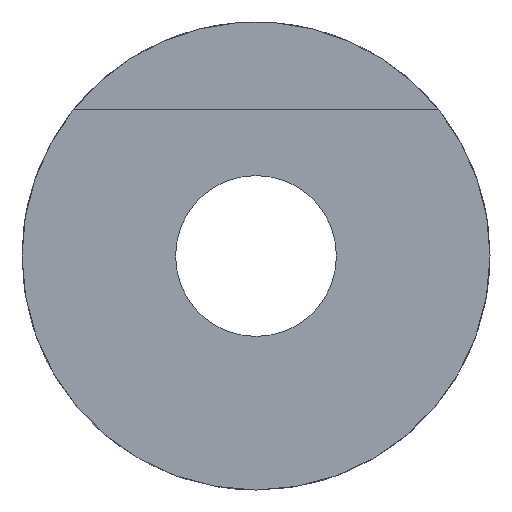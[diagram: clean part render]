
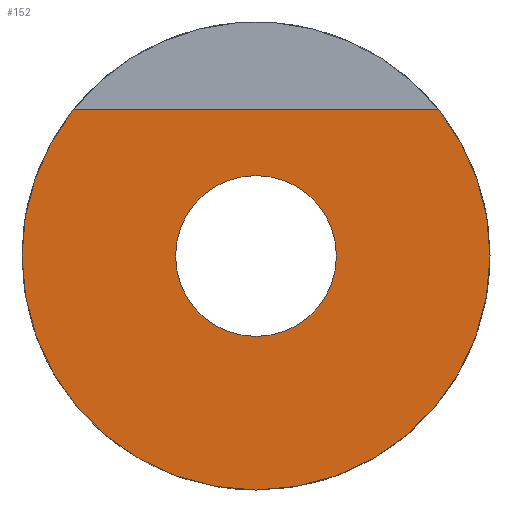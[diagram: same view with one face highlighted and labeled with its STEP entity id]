
A CAD part, left-side view. The second image highlights one B-rep face of the part: STEP entity #152.
In plain terms, the highlighted planar face has unit normal (-1, 0, 0).
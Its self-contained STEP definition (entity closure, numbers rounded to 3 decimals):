
#70=CARTESIAN_POINT('Vertex',(0.,5.5,0.)) ;
#73=CARTESIAN_POINT('Axis2P3D Location',(0.,0.,0.)) ;
#77=CARTESIAN_POINT('Vertex',(0.,-5.5,0.)) ;
#97=CARTESIAN_POINT('Axis2P3D Location',(0.,0.,0.)) ;
#109=CARTESIAN_POINT('Axis2P3D Location',(0.,0.,0.)) ;
#114=CARTESIAN_POINT('Line Origine',(0.,0.,10.)) ;
#118=CARTESIAN_POINT('Vertex',(0.,12.49,10.)) ;
#120=CARTESIAN_POINT('Vertex',(0.,-12.49,10.)) ;
#123=CARTESIAN_POINT('Axis2P3D Location',(0.,0.,0.)) ;
#127=CARTESIAN_POINT('Vertex',(0.,16.,0.)) ;
#130=CARTESIAN_POINT('Axis2P3D Location',(0.,0.,0.)) ;
#134=CARTESIAN_POINT('Vertex',(0.,-16.,0.)) ;
#137=CARTESIAN_POINT('Axis2P3D Location',(0.,0.,0.)) ;
#74=DIRECTION('Axis2P3D Direction',(-1.,0.,0.)) ;
#98=DIRECTION('Axis2P3D Direction',(-1.,0.,0.)) ;
#110=DIRECTION('Axis2P3D Direction',(1.,0.,0.)) ;
#111=DIRECTION('Axis2P3D XDirection',(0.,1.,0.)) ;
#115=DIRECTION('Vector Direction',(0.,1.,0.)) ;
#124=DIRECTION('Axis2P3D Direction',(1.,0.,0.)) ;
#131=DIRECTION('Axis2P3D Direction',(1.,0.,0.)) ;
#138=DIRECTION('Axis2P3D Direction',(1.,0.,0.)) ;
#75=AXIS2_PLACEMENT_3D('Circle Axis2P3D',#73,#74,$) ;
#99=AXIS2_PLACEMENT_3D('Circle Axis2P3D',#97,#98,$) ;
#112=AXIS2_PLACEMENT_3D('Plane Axis2P3D',#109,#110,#111) ;
#125=AXIS2_PLACEMENT_3D('Circle Axis2P3D',#123,#124,$) ;
#132=AXIS2_PLACEMENT_3D('Circle Axis2P3D',#130,#131,$) ;
#139=AXIS2_PLACEMENT_3D('Circle Axis2P3D',#137,#138,$) ;
#143=ORIENTED_EDGE('',*,*,#122,.F.) ;
#144=ORIENTED_EDGE('',*,*,#129,.F.) ;
#145=ORIENTED_EDGE('',*,*,#136,.F.) ;
#146=ORIENTED_EDGE('',*,*,#141,.F.) ;
#149=ORIENTED_EDGE('',*,*,#79,.F.) ;
#150=ORIENTED_EDGE('',*,*,#101,.F.) ;
#151=FACE_BOUND('',#148,.T.) ;
#116=VECTOR('Line Direction',#115,1.) ;
#152=ADVANCED_FACE('Corps principal',(#147,#151),#113,.F.) ;
#76=CIRCLE('generated circle',#75,5.5) ;
#100=CIRCLE('generated circle',#99,5.5) ;
#126=CIRCLE('generated circle',#125,16.) ;
#133=CIRCLE('generated circle',#132,16.) ;
#140=CIRCLE('generated circle',#139,16.) ;
#79=EDGE_CURVE('',#71,#78,#76,.T.) ;
#101=EDGE_CURVE('',#78,#71,#100,.T.) ;
#122=EDGE_CURVE('',#119,#121,#117,.F.) ;
#129=EDGE_CURVE('',#128,#119,#126,.T.) ;
#136=EDGE_CURVE('',#135,#128,#133,.T.) ;
#141=EDGE_CURVE('',#121,#135,#140,.T.) ;
#142=EDGE_LOOP('',(#143,#144,#145,#146)) ;
#148=EDGE_LOOP('',(#149,#150)) ;
#147=FACE_OUTER_BOUND('',#142,.T.) ;
#117=LINE('Line',#114,#116) ;
#113=PLANE('Plane',#112) ;
#71=VERTEX_POINT('',#70) ;
#78=VERTEX_POINT('',#77) ;
#119=VERTEX_POINT('',#118) ;
#121=VERTEX_POINT('',#120) ;
#128=VERTEX_POINT('',#127) ;
#135=VERTEX_POINT('',#134) ;
